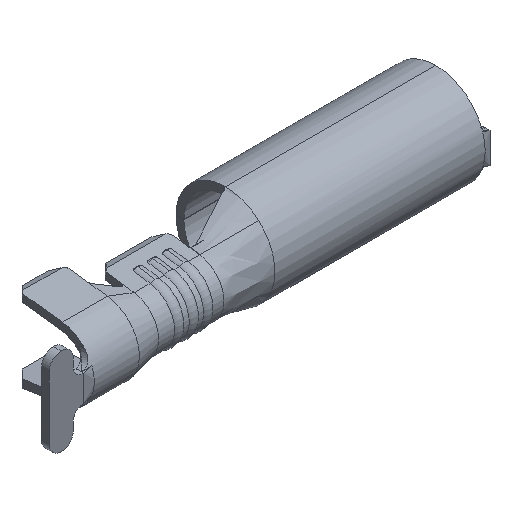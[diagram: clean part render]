
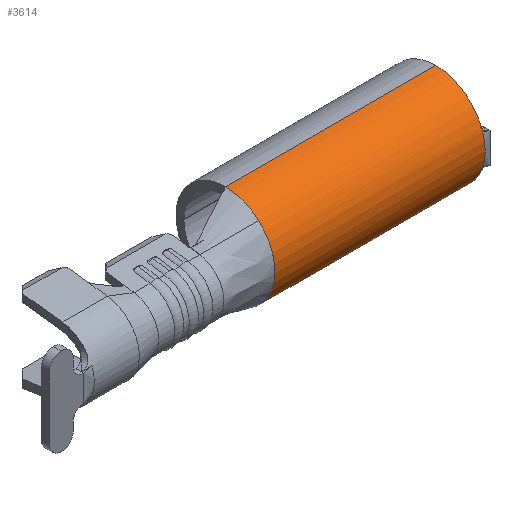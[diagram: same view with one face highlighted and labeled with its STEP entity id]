
A CAD part, isometric view. The second image highlights one B-rep face of the part: STEP entity #3614.
In plain terms, the highlighted cylindrical face has radius 2.591 mm (diameter 5.182 mm), a partial arc.
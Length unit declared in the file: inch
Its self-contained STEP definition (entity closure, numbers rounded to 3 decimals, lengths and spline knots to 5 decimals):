
#77 = ORIENTED_EDGE ( 'NONE', *, *, #2398, .F. ) ;
#166 = EDGE_CURVE ( 'NONE', #3498, #2152, #969, .T. ) ;
#170 = CARTESIAN_POINT ( 'NONE',  ( 0., -0.09464, -0.03805 ) ) ;
#256 = CARTESIAN_POINT ( 'NONE',  ( 0., -0.09701, -0.0315 ) ) ;
#276 = CARTESIAN_POINT ( 'NONE',  ( 0.00557, -0.09715, 0.03107 ) ) ;
#360 = CARTESIAN_POINT ( 'NONE',  ( -0.434, 0., -0.102 ) ) ;
#363 = ORIENTED_EDGE ( 'NONE', *, *, #3351, .F. ) ;
#430 = CYLINDRICAL_SURFACE ( 'NONE', #554, 0.102 ) ;
#451 = CARTESIAN_POINT ( 'NONE',  ( 0.00754, -0.09711, -0.03122 ) ) ;
#483 = DIRECTION ( 'NONE',  ( -1., 0., 0. ) ) ;
#505 = ORIENTED_EDGE ( 'NONE', *, *, #166, .F. ) ;
#554 = AXIS2_PLACEMENT_3D ( 'NONE', #1132, #2525, #3345 ) ;
#581 = ORIENTED_EDGE ( 'NONE', *, *, #3288, .F. ) ;
#582 = EDGE_CURVE ( 'NONE', #1458, #3729, #2991, .T. ) ;
#704 = VERTEX_POINT ( 'NONE', #451 ) ;
#784 = CARTESIAN_POINT ( 'NONE',  ( 0.00197, -0.09709, -0.03125 ) ) ;
#881 = CARTESIAN_POINT ( 'NONE',  ( -0.434, 0., 0.102 ) ) ;
#916 = CIRCLE ( 'NONE', #4135, 0.102 ) ;
#918 = ORIENTED_EDGE ( 'NONE', *, *, #1767, .F. ) ;
#969 = CIRCLE ( 'NONE', #4877, 0.102 ) ;
#1108 = LINE ( 'NONE', #360, #3254 ) ;
#1132 = CARTESIAN_POINT ( 'NONE',  ( -0.434, 0., 0. ) ) ;
#1196 = CARTESIAN_POINT ( 'NONE',  ( 0.00754, -0.09711, 0.03122 ) ) ;
#1204 = ORIENTED_EDGE ( 'NONE', *, *, #4853, .T. ) ;
#1222 = CARTESIAN_POINT ( 'NONE',  ( 0.00449, -0.09714, -0.0311 ) ) ;
#1224 = VERTEX_POINT ( 'NONE', #2646 ) ;
#1458 = VERTEX_POINT ( 'NONE', #1499 ) ;
#1499 = CARTESIAN_POINT ( 'NONE',  ( 0.00754, -0.09711, 0.03122 ) ) ;
#1548 = CARTESIAN_POINT ( 'NONE',  ( 0., -0.09701, 0.0315 ) ) ;
#1566 = CARTESIAN_POINT ( 'NONE',  ( 0.00151, -0.09709, 0.03128 ) ) ;
#1570 = CARTESIAN_POINT ( 'NONE',  ( 0.00357, -0.09693, -0.03179 ) ) ;
#1572 = CARTESIAN_POINT ( 'NONE',  ( 0., -0.09701, -0.0315 ) ) ;
#1577 = DIRECTION ( 'NONE',  ( -1., 0., 0. ) ) ;
#1618 = VECTOR ( 'NONE', #2129, 39.37008 ) ;
#1621 = CARTESIAN_POINT ( 'NONE',  ( 0.00303, -0.09713, 0.03115 ) ) ;
#1637 = CARTESIAN_POINT ( 'NONE',  ( 0.00456, -0.09713, 0.03113 ) ) ;
#1639 = CARTESIAN_POINT ( 'NONE',  ( 0.00358, -0.09693, 0.03178 ) ) ;
#1673 = CARTESIAN_POINT ( 'NONE',  ( 0.00754, -0.09711, -0.03122 ) ) ;
#1674 = CARTESIAN_POINT ( 'NONE',  ( 0.00754, -0.09711, 0.03122 ) ) ;
#1751 = CARTESIAN_POINT ( 'NONE',  ( 0.00655, -0.09713, 0.03114 ) ) ;
#1767 = EDGE_CURVE ( 'NONE', #3729, #2613, #2791, .T. ) ;
#1834 = CARTESIAN_POINT ( 'NONE',  ( 0., 0., 0. ) ) ;
#1842 = AXIS2_PLACEMENT_3D ( 'NONE', #3078, #483, #3473 ) ;
#1947 = CARTESIAN_POINT ( 'NONE',  ( -0.434, -0.06838, 0.07569 ) ) ;
#2007 = CARTESIAN_POINT ( 'NONE',  ( 0.00754, -0.09711, -0.03122 ) ) ;
#2011 = CIRCLE ( 'NONE', #3902, 0.102 ) ;
#2080 = CARTESIAN_POINT ( 'NONE',  ( 0., -0.09538, 0.03621 ) ) ;
#2097 = CARTESIAN_POINT ( 'NONE',  ( 0.00098, -0.09706, -0.03136 ) ) ;
#2109 = AXIS2_PLACEMENT_3D ( 'NONE', #1834, #4657, #2277 ) ;
#2110 = EDGE_CURVE ( 'NONE', #2491, #4274, #4828, .T. ) ;
#2129 = DIRECTION ( 'NONE',  ( 1., 0., 0. ) ) ;
#2152 = VERTEX_POINT ( 'NONE', #4824 ) ;
#2221 = DIRECTION ( 'NONE',  ( -1., 0., 0. ) ) ;
#2248 = EDGE_CURVE ( 'NONE', #4055, #2152, #1108, .T. ) ;
#2277 = DIRECTION ( 'NONE',  ( 0., 0., -1. ) ) ;
#2312 = CARTESIAN_POINT ( 'NONE',  ( 0.00555, -0.09714, 0.03111 ) ) ;
#2398 = EDGE_CURVE ( 'NONE', #4274, #4117, #2011, .T. ) ;
#2427 = CARTESIAN_POINT ( 'NONE',  ( 0., -0.09464, -0.03805 ) ) ;
#2491 = VERTEX_POINT ( 'NONE', #3959 ) ;
#2505 = CARTESIAN_POINT ( 'NONE',  ( -0.434, 0., -0.102 ) ) ;
#2525 = DIRECTION ( 'NONE',  ( 1., 0., 0. ) ) ;
#2571 = DIRECTION ( 'NONE',  ( 1., 0., 0. ) ) ;
#2613 = VERTEX_POINT ( 'NONE', #256 ) ;
#2639 = EDGE_CURVE ( 'NONE', #2613, #704, #3472, .T. ) ;
#2646 = CARTESIAN_POINT ( 'NONE',  ( 0., -0.09464, 0.03805 ) ) ;
#2697 = CIRCLE ( 'NONE', #1842, 0.102 ) ;
#2699 = ORIENTED_EDGE ( 'NONE', *, *, #2248, .T. ) ;
#2791 = CIRCLE ( 'NONE', #2109, 0.102 ) ;
#2834 = CARTESIAN_POINT ( 'NONE',  ( 0., -0.09538, -0.03621 ) ) ;
#2950 = ORIENTED_EDGE ( 'NONE', *, *, #4745, .T. ) ;
#2991 = B_SPLINE_CURVE_WITH_KNOTS ( 'NONE', 3,
 ( #1674, #1751, #2312, #1637, #1621, #1566, #1548 ),
 .UNSPECIFIED., .F., .F.,
 ( 4, 3, 4 ),
 ( 0., 0.00008, 0.00019 ),
 .UNSPECIFIED. ) ;
#3078 = CARTESIAN_POINT ( 'NONE',  ( -0.434, 0., 0. ) ) ;
#3079 = ORIENTED_EDGE ( 'NONE', *, *, #2639, .F. ) ;
#3146 = FACE_OUTER_BOUND ( 'NONE', #4559, .T. ) ;
#3254 = VECTOR ( 'NONE', #3768, 39.37008 ) ;
#3288 = EDGE_CURVE ( 'NONE', #4279, #1224, #916, .T. ) ;
#3345 = DIRECTION ( 'NONE',  ( 0., 0., -1. ) ) ;
#3351 = EDGE_CURVE ( 'NONE', #4055, #2491, #2697, .T. ) ;
#3359 = CARTESIAN_POINT ( 'NONE',  ( -0.434, 0., 0.102 ) ) ;
#3472 = B_SPLINE_CURVE_WITH_KNOTS ( 'NONE', 3,
 ( #1572, #2097, #784, #3732, #1222, #4128, #1673 ),
 .UNSPECIFIED., .F., .F.,
 ( 4, 3, 4 ),
 ( 0., 0.00008, 0.00019 ),
 .UNSPECIFIED. ) ;
#3473 = DIRECTION ( 'NONE',  ( 0., 0., 1. ) ) ;
#3493 = DIRECTION ( 'NONE',  ( 0., 0., -1. ) ) ;
#3498 = VERTEX_POINT ( 'NONE', #170 ) ;
#3515 = ORIENTED_EDGE ( 'NONE', *, *, #2110, .F. ) ;
#3614 = ADVANCED_FACE ( 'NONE', ( #3146 ), #430, .T. ) ;
#3661 = EDGE_CURVE ( 'NONE', #4117, #4279, #4723, .T. ) ;
#3729 = VERTEX_POINT ( 'NONE', #4622 ) ;
#3732 = CARTESIAN_POINT ( 'NONE',  ( 0.00296, -0.09711, -0.03119 ) ) ;
#3768 = DIRECTION ( 'NONE',  ( 1., 0., 0. ) ) ;
#3835 = CARTESIAN_POINT ( 'NONE',  ( 0., 0., 0. ) ) ;
#3852 = DIRECTION ( 'NONE',  ( 1., 0., 0. ) ) ;
#3902 = AXIS2_PLACEMENT_3D ( 'NONE', #4607, #2221, #5010 ) ;
#3959 = CARTESIAN_POINT ( 'NONE',  ( -0.434, -0.06456, -0.07897 ) ) ;
#4034 = CARTESIAN_POINT ( 'NONE',  ( 0.00079, -0.09604, -0.03438 ) ) ;
#4041 = CARTESIAN_POINT ( 'NONE',  ( -0.434, 0., 0. ) ) ;
#4055 = VERTEX_POINT ( 'NONE', #2505 ) ;
#4117 = VERTEX_POINT ( 'NONE', #881 ) ;
#4128 = CARTESIAN_POINT ( 'NONE',  ( 0.00602, -0.09714, -0.0311 ) ) ;
#4135 = AXIS2_PLACEMENT_3D ( 'NONE', #4937, #2571, #5341 ) ;
#4274 = VERTEX_POINT ( 'NONE', #1947 ) ;
#4279 = VERTEX_POINT ( 'NONE', #5171 ) ;
#4297 = ORIENTED_EDGE ( 'NONE', *, *, #3661, .F. ) ;
#4353 = ORIENTED_EDGE ( 'NONE', *, *, #582, .F. ) ;
#4413 = CARTESIAN_POINT ( 'NONE',  ( 0.00557, -0.09715, -0.03107 ) ) ;
#4425 = DIRECTION ( 'NONE',  ( 0., 0., 1. ) ) ;
#4468 = B_SPLINE_CURVE_WITH_KNOTS ( 'NONE', 3,
 ( #1196, #276, #1639, #4486, #2080, #4883 ),
 .UNSPECIFIED., .F., .F.,
 ( 4, 2, 4 ),
 ( 0., 0.00015, 0.0003 ),
 .UNSPECIFIED. ) ;
#4486 = CARTESIAN_POINT ( 'NONE',  ( 0.00079, -0.09604, 0.03437 ) ) ;
#4559 = EDGE_LOOP ( 'NONE', ( #4297, #77, #3515, #363, #2699, #505, #2950, #3079, #918, #4353, #1204, #581 ) ) ;
#4607 = CARTESIAN_POINT ( 'NONE',  ( -0.434, 0., 0. ) ) ;
#4622 = CARTESIAN_POINT ( 'NONE',  ( 0., -0.09701, 0.0315 ) ) ;
#4657 = DIRECTION ( 'NONE',  ( 1., 0., 0. ) ) ;
#4723 = LINE ( 'NONE', #3359, #1618 ) ;
#4745 = EDGE_CURVE ( 'NONE', #3498, #704, #5398, .T. ) ;
#4824 = CARTESIAN_POINT ( 'NONE',  ( 0., 0., -0.102 ) ) ;
#4828 = CIRCLE ( 'NONE', #5059, 0.102 ) ;
#4853 = EDGE_CURVE ( 'NONE', #1458, #1224, #4468, .T. ) ;
#4877 = AXIS2_PLACEMENT_3D ( 'NONE', #3835, #3852, #3493 ) ;
#4883 = CARTESIAN_POINT ( 'NONE',  ( 0., -0.09464, 0.03805 ) ) ;
#4937 = CARTESIAN_POINT ( 'NONE',  ( 0., 0., 0. ) ) ;
#5010 = DIRECTION ( 'NONE',  ( 0., 0., 1. ) ) ;
#5059 = AXIS2_PLACEMENT_3D ( 'NONE', #4041, #1577, #4425 ) ;
#5171 = CARTESIAN_POINT ( 'NONE',  ( 0., 0., 0.102 ) ) ;
#5341 = DIRECTION ( 'NONE',  ( 0., 0., -1. ) ) ;
#5398 = B_SPLINE_CURVE_WITH_KNOTS ( 'NONE', 3,
 ( #2427, #2834, #4034, #1570, #4413, #2007 ),
 .UNSPECIFIED., .F., .F.,
 ( 4, 2, 4 ),
 ( 0., 0.00015, 0.0003 ),
 .UNSPECIFIED. ) ;
